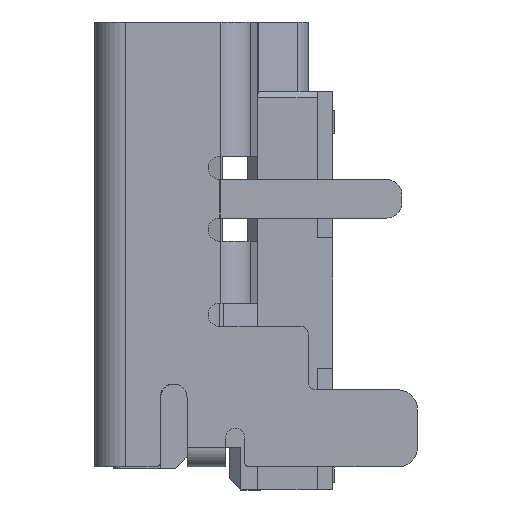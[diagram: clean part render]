
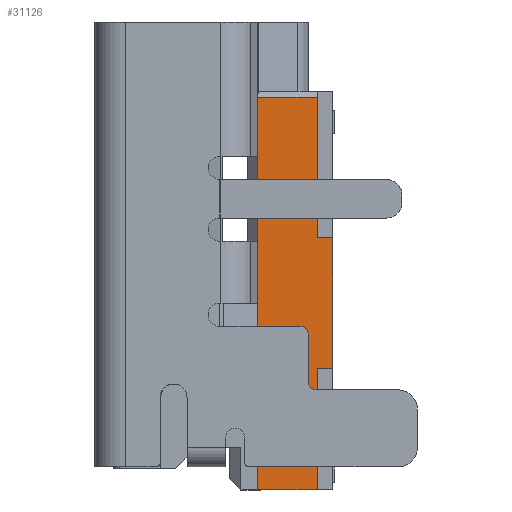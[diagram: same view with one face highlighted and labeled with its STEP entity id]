
A CAD part, left-side view. The second image highlights one B-rep face of the part: STEP entity #31126.
In plain terms, the highlighted planar face has unit normal (-1, 0, 0).
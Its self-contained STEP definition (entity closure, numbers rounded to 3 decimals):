
#184 = VERTEX_POINT ( 'NONE', #14372 ) ;
#222 = CARTESIAN_POINT ( 'NONE',  ( -7., 0.05, -5.6 ) ) ;
#420 = CARTESIAN_POINT ( 'NONE',  ( -7., 2., -12.15 ) ) ;
#561 = VERTEX_POINT ( 'NONE', #34007 ) ;
#603 = VERTEX_POINT ( 'NONE', #222 ) ;
#2043 = LINE ( 'NONE', #20510, #15307 ) ;
#2560 = EDGE_CURVE ( 'NONE', #26815, #14552, #19539, .T. ) ;
#2800 = EDGE_LOOP ( 'NONE', ( #28083, #14803, #32167, #30382, #33884, #26584, #32092, #15951 ) ) ;
#3423 = VECTOR ( 'NONE', #13898, 1000. ) ;
#3734 = LINE ( 'NONE', #420, #29862 ) ;
#3869 = CARTESIAN_POINT ( 'NONE',  ( -7., 0.05, -12.15 ) ) ;
#4761 = VERTEX_POINT ( 'NONE', #16205 ) ;
#4826 = CARTESIAN_POINT ( 'NONE',  ( -7., 2., -12.15 ) ) ;
#6639 = CARTESIAN_POINT ( 'NONE',  ( -7., 0.45, -5.6 ) ) ;
#6850 = DIRECTION ( 'NONE',  ( 0., 0., 1. ) ) ;
#7203 = AXIS2_PLACEMENT_3D ( 'NONE', #8668, #11080, #18909 ) ;
#7211 = VERTEX_POINT ( 'NONE', #12226 ) ;
#7485 = LINE ( 'NONE', #8053, #18160 ) ;
#8053 = CARTESIAN_POINT ( 'NONE',  ( -7., 0.45, -9. ) ) ;
#8668 = CARTESIAN_POINT ( 'NONE',  ( -7., 2., -12.15 ) ) ;
#9982 = CARTESIAN_POINT ( 'NONE',  ( -7., 2., -1.95 ) ) ;
#11080 = DIRECTION ( 'NONE',  ( -1., 0., 0. ) ) ;
#11239 = CARTESIAN_POINT ( 'NONE',  ( -7., 0.45, -5.6 ) ) ;
#12116 = EDGE_CURVE ( 'NONE', #26815, #603, #23375, .T. ) ;
#12226 = CARTESIAN_POINT ( 'NONE',  ( -7., 0.45, -12.15 ) ) ;
#12368 = CARTESIAN_POINT ( 'NONE',  ( -7., 2., -1.95 ) ) ;
#13898 = DIRECTION ( 'NONE',  ( 0., -1., 0. ) ) ;
#14302 = VERTEX_POINT ( 'NONE', #12368 ) ;
#14372 = CARTESIAN_POINT ( 'NONE',  ( -7., 0.05, -9. ) ) ;
#14552 = VERTEX_POINT ( 'NONE', #16247 ) ;
#14747 = EDGE_CURVE ( 'NONE', #184, #603, #24744, .T. ) ;
#14803 = ORIENTED_EDGE ( 'NONE', *, *, #30348, .T. ) ;
#15307 = VECTOR ( 'NONE', #28299, 1000. ) ;
#15951 = ORIENTED_EDGE ( 'NONE', *, *, #12116, .F. ) ;
#16205 = CARTESIAN_POINT ( 'NONE',  ( -7., 0.45, -9. ) ) ;
#16247 = CARTESIAN_POINT ( 'NONE',  ( -7., 0.45, -1.95 ) ) ;
#16633 = VECTOR ( 'NONE', #34063, 1000. ) ;
#17059 = FACE_OUTER_BOUND ( 'NONE', #2800, .T. ) ;
#17376 = DIRECTION ( 'NONE',  ( 0., 0., 1. ) ) ;
#18160 = VECTOR ( 'NONE', #31992, 1000. ) ;
#18207 = DIRECTION ( 'NONE',  ( 0., -1., 0. ) ) ;
#18607 = EDGE_CURVE ( 'NONE', #184, #4761, #2043, .T. ) ;
#18798 = EDGE_CURVE ( 'NONE', #4761, #7211, #7485, .T. ) ;
#18909 = DIRECTION ( 'NONE',  ( 0., -1., 0. ) ) ;
#19027 = PLANE ( 'NONE',  #7203 ) ;
#19539 = LINE ( 'NONE', #33684, #25420 ) ;
#19635 = LINE ( 'NONE', #4826, #33353 ) ;
#20510 = CARTESIAN_POINT ( 'NONE',  ( -7., 0.05, -9. ) ) ;
#20666 = EDGE_CURVE ( 'NONE', #561, #7211, #19635, .T. ) ;
#21385 = VECTOR ( 'NONE', #17376, 1000. ) ;
#22734 = EDGE_CURVE ( 'NONE', #561, #14302, #3734, .T. ) ;
#23375 = LINE ( 'NONE', #11239, #3423 ) ;
#24744 = LINE ( 'NONE', #3869, #21385 ) ;
#25420 = VECTOR ( 'NONE', #6850, 1000. ) ;
#26584 = ORIENTED_EDGE ( 'NONE', *, *, #18607, .F. ) ;
#26815 = VERTEX_POINT ( 'NONE', #6639 ) ;
#26918 = DIRECTION ( 'NONE',  ( 0., 0., 1. ) ) ;
#28083 = ORIENTED_EDGE ( 'NONE', *, *, #2560, .T. ) ;
#28299 = DIRECTION ( 'NONE',  ( 0., 1., 0. ) ) ;
#29862 = VECTOR ( 'NONE', #26918, 1000. ) ;
#29931 = LINE ( 'NONE', #9982, #16633 ) ;
#30348 = EDGE_CURVE ( 'NONE', #14552, #14302, #29931, .T. ) ;
#30382 = ORIENTED_EDGE ( 'NONE', *, *, #20666, .T. ) ;
#31126 = ADVANCED_FACE ( 'NONE', ( #17059 ), #19027, .T. ) ;
#31992 = DIRECTION ( 'NONE',  ( 0., 0., -1. ) ) ;
#32092 = ORIENTED_EDGE ( 'NONE', *, *, #14747, .T. ) ;
#32167 = ORIENTED_EDGE ( 'NONE', *, *, #22734, .F. ) ;
#33353 = VECTOR ( 'NONE', #18207, 1000. ) ;
#33684 = CARTESIAN_POINT ( 'NONE',  ( -7., 0.45, -5.6 ) ) ;
#33884 = ORIENTED_EDGE ( 'NONE', *, *, #18798, .F. ) ;
#34007 = CARTESIAN_POINT ( 'NONE',  ( -7., 2., -12.15 ) ) ;
#34063 = DIRECTION ( 'NONE',  ( 0., 1., 0. ) ) ;
